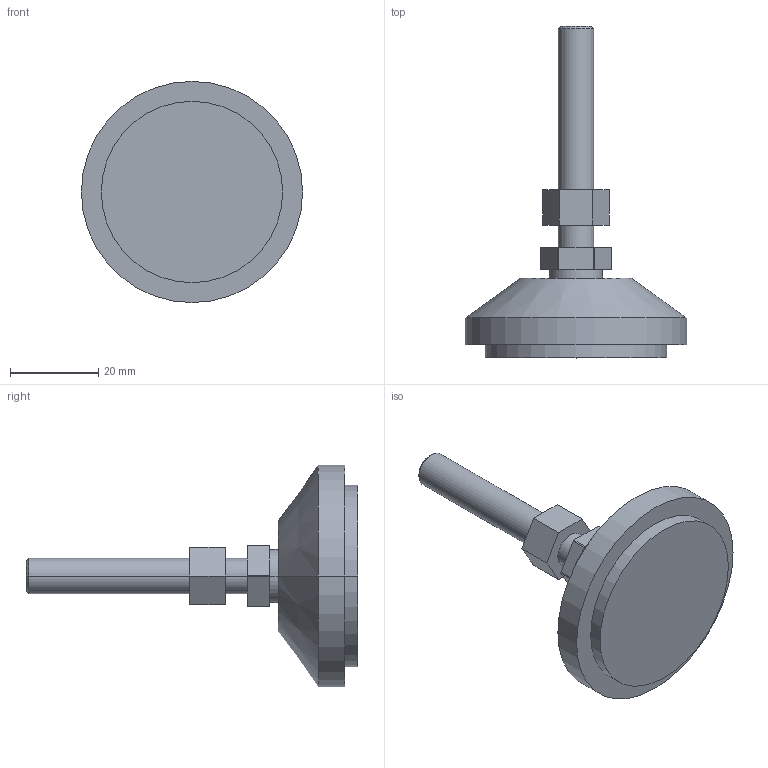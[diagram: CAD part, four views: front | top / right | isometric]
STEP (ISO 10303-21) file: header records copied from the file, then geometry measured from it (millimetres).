
FILE_DESCRIPTION((''),'2;1');
FILE_NAME('12048_NOGA_FI50_M8_GUMA','2022-09-19T07:21:12',('PredragRovcanin'),('Audax d.o.o.'),'CREO PARAMETRIC BY PTC INC, 2020281','CREO PARAMETRIC BY PTC INC, 2020281','');
FILE_SCHEMA(('AP242_MANAGED_MODEL_BASED_3D_ENGINEERING_MIM_LF { 1 0 10303 442 1 1 4 }'));
Length unit declared in the file: millimetre
Products named in the file (1): 12048_NOGA_FI50_M8_GUMA
Bounding box: 50 x 75 x 50 mm (x, y, z)
Volume: 30402.3 mm3; surface area: 8694.4 mm2
Topology: 1 solids, 2 shells, 42 faces, 99 edges, 66 vertices
Faces by surface type: plane 20, cylinder 18, cone 4
Entity records: 2485 total; most frequent: COLOUR_RGB 320, DIRECTION 225, CARTESIAN_POINT 208, ORIENTED_EDGE 192, PRESENTATION_STYLE_ASSIGNMENT 142, STYLED_ITEM 102, CURVE_STYLE 100, EDGE_CURVE 98
